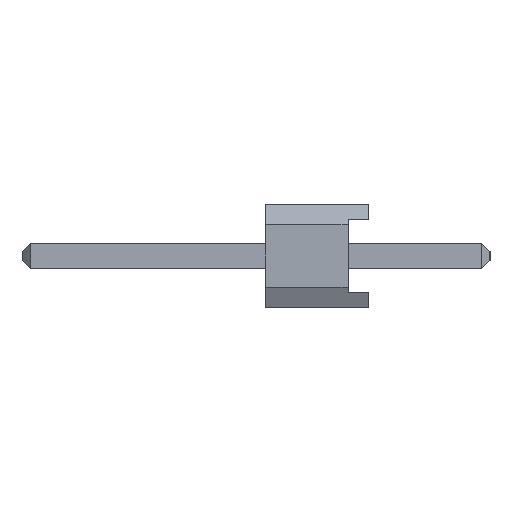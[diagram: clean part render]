
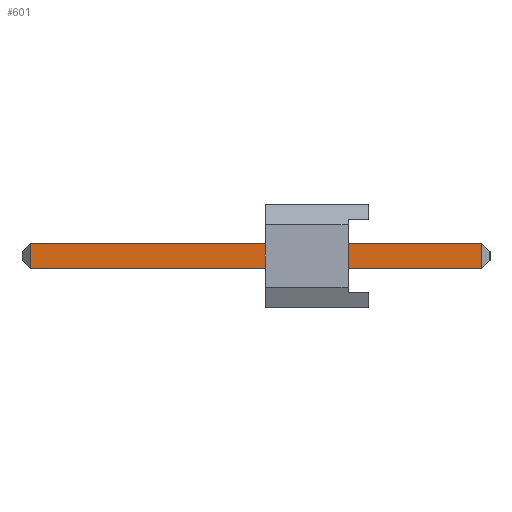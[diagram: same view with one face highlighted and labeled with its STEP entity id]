
A CAD part, left-side view. The second image highlights one B-rep face of the part: STEP entity #601.
In plain terms, the highlighted face is planar.
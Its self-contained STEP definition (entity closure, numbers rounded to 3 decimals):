
#75=FACE_OUTER_BOUND('',#107,.T.);
#107=EDGE_LOOP('',(#435,#436,#437,#438));
#136=LINE('',#915,#212);
#153=LINE('',#950,#229);
#154=LINE('',#952,#230);
#155=LINE('',#953,#231);
#212=VECTOR('',#745,1000.);
#229=VECTOR('',#774,1000.);
#230=VECTOR('',#775,1000.);
#231=VECTOR('',#776,1000.);
#288=VERTEX_POINT('',#912);
#289=VERTEX_POINT('',#914);
#301=VERTEX_POINT('',#949);
#302=VERTEX_POINT('',#951);
#336=EDGE_CURVE('',#289,#288,#136,.T.);
#353=EDGE_CURVE('',#289,#301,#153,.T.);
#354=EDGE_CURVE('',#288,#302,#154,.T.);
#355=EDGE_CURVE('',#302,#301,#155,.T.);
#435=ORIENTED_EDGE('',*,*,#353,.F.);
#436=ORIENTED_EDGE('',*,*,#336,.T.);
#437=ORIENTED_EDGE('',*,*,#354,.T.);
#438=ORIENTED_EDGE('',*,*,#355,.T.);
#569=PLANE('',#699);
#601=ADVANCED_FACE('',(#75),#569,.F.);
#699=AXIS2_PLACEMENT_3D('',#948,#772,#773);
#745=DIRECTION('',(0.,1.,0.));
#772=DIRECTION('center_axis',(-1.,0.,0.));
#773=DIRECTION('ref_axis',(0.,0.,1.));
#774=DIRECTION('',(0.,0.,1.));
#775=DIRECTION('',(0.,0.,1.));
#776=DIRECTION('',(0.,-1.,0.));
#912=CARTESIAN_POINT('',(0.32,0.32,-5.57));
#914=CARTESIAN_POINT('',(0.32,-0.32,-5.57));
#915=CARTESIAN_POINT('',(0.32,-0.32,-5.57));
#948=CARTESIAN_POINT('Origin',(0.32,-0.32,-5.77));
#949=CARTESIAN_POINT('',(0.32,-0.32,5.57));
#950=CARTESIAN_POINT('',(0.32,-0.32,-5.77));
#951=CARTESIAN_POINT('',(0.32,0.32,5.57));
#952=CARTESIAN_POINT('',(0.32,0.32,-5.77));
#953=CARTESIAN_POINT('',(0.32,-0.32,5.57));
